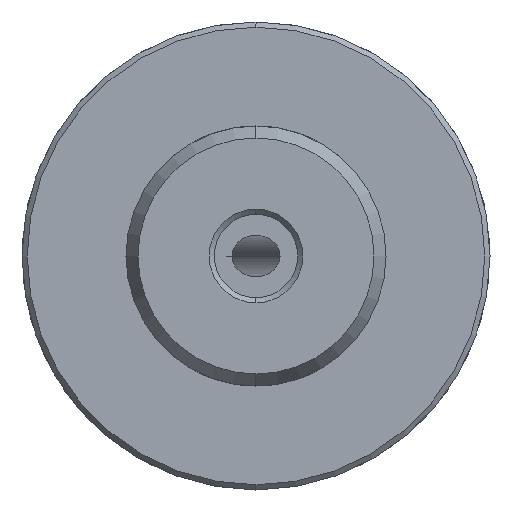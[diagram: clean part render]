
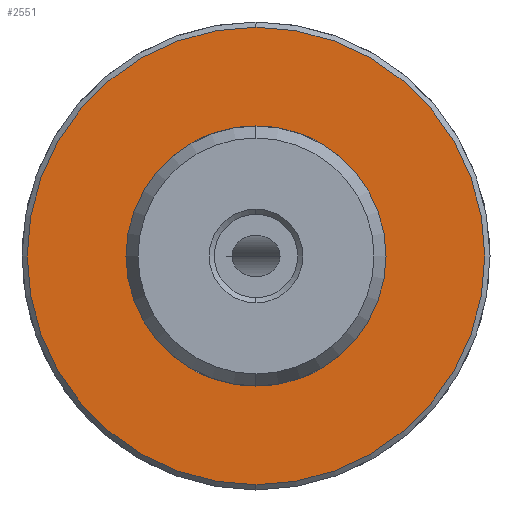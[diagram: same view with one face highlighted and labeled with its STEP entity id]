
A CAD part, left-side view. The second image highlights one B-rep face of the part: STEP entity #2551.
In plain terms, the highlighted planar face has unit normal (-1, 0, 0).
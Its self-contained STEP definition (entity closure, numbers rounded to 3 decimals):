
#66 = AXIS2_PLACEMENT_3D ( 'NONE', #2856, #446, #1508 ) ;
#174 = VERTEX_POINT ( 'NONE', #2776 ) ;
#187 = EDGE_LOOP ( 'NONE', ( #2360, #2336 ) ) ;
#370 = CIRCLE ( 'NONE', #2332, 12.5 ) ;
#383 = CIRCLE ( 'NONE', #871, 12.5 ) ;
#446 = DIRECTION ( 'NONE',  ( 1., 0., 0. ) ) ;
#451 = DIRECTION ( 'NONE',  ( -1., 0., 0. ) ) ;
#579 = CIRCLE ( 'NONE', #2544, 22. ) ;
#703 = FACE_BOUND ( 'NONE', #2170, .T. ) ;
#727 = DIRECTION ( 'NONE',  ( 0., 0., -1. ) ) ;
#841 = DIRECTION ( 'NONE',  ( -1., 0., 0. ) ) ;
#865 = DIRECTION ( 'NONE',  ( -1., 0., 0. ) ) ;
#871 = AXIS2_PLACEMENT_3D ( 'NONE', #2865, #451, #1516 ) ;
#1431 = VERTEX_POINT ( 'NONE', #3013 ) ;
#1508 = DIRECTION ( 'NONE',  ( 0., 0., -1. ) ) ;
#1516 = DIRECTION ( 'NONE',  ( 0., 0., 1. ) ) ;
#1604 = AXIS2_PLACEMENT_3D ( 'NONE', #3263, #865, #1955 ) ;
#1785 = PLANE ( 'NONE',  #66 ) ;
#1832 = CIRCLE ( 'NONE', #1604, 22. ) ;
#1932 = DIRECTION ( 'NONE',  ( 0., 0., 1. ) ) ;
#1955 = DIRECTION ( 'NONE',  ( 0., 0., -1. ) ) ;
#2020 = VERTEX_POINT ( 'NONE', #2679 ) ;
#2078 = CARTESIAN_POINT ( 'NONE',  ( -135., 0., 0. ) ) ;
#2094 = ORIENTED_EDGE ( 'NONE', *, *, #2834, .F. ) ;
#2116 = EDGE_CURVE ( 'NONE', #2020, #174, #1832, .T. ) ;
#2170 = EDGE_LOOP ( 'NONE', ( #2094, #3209 ) ) ;
#2204 = CARTESIAN_POINT ( 'NONE',  ( -135., 0., -12.5 ) ) ;
#2332 = AXIS2_PLACEMENT_3D ( 'NONE', #2457, #841, #1932 ) ;
#2336 = ORIENTED_EDGE ( 'NONE', *, *, #3245, .T. ) ;
#2360 = ORIENTED_EDGE ( 'NONE', *, *, #2116, .T. ) ;
#2457 = CARTESIAN_POINT ( 'NONE',  ( -135., 0., 0. ) ) ;
#2544 = AXIS2_PLACEMENT_3D ( 'NONE', #2078, #3125, #727 ) ;
#2551 = ADVANCED_FACE ( 'NONE', ( #3103, #703 ), #1785, .F. ) ;
#2679 = CARTESIAN_POINT ( 'NONE',  ( -135., 0., -22. ) ) ;
#2776 = CARTESIAN_POINT ( 'NONE',  ( -135., 0., 22. ) ) ;
#2834 = EDGE_CURVE ( 'NONE', #1431, #3025, #383, .T. ) ;
#2856 = CARTESIAN_POINT ( 'NONE',  ( -135., 22.5, 0. ) ) ;
#2865 = CARTESIAN_POINT ( 'NONE',  ( -135., 0., 0. ) ) ;
#3013 = CARTESIAN_POINT ( 'NONE',  ( -135., 0., 12.5 ) ) ;
#3025 = VERTEX_POINT ( 'NONE', #2204 ) ;
#3103 = FACE_OUTER_BOUND ( 'NONE', #187, .T. ) ;
#3125 = DIRECTION ( 'NONE',  ( -1., 0., 0. ) ) ;
#3209 = ORIENTED_EDGE ( 'NONE', *, *, #3380, .F. ) ;
#3245 = EDGE_CURVE ( 'NONE', #174, #2020, #579, .T. ) ;
#3263 = CARTESIAN_POINT ( 'NONE',  ( -135., 0., 0. ) ) ;
#3380 = EDGE_CURVE ( 'NONE', #3025, #1431, #370, .T. ) ;
